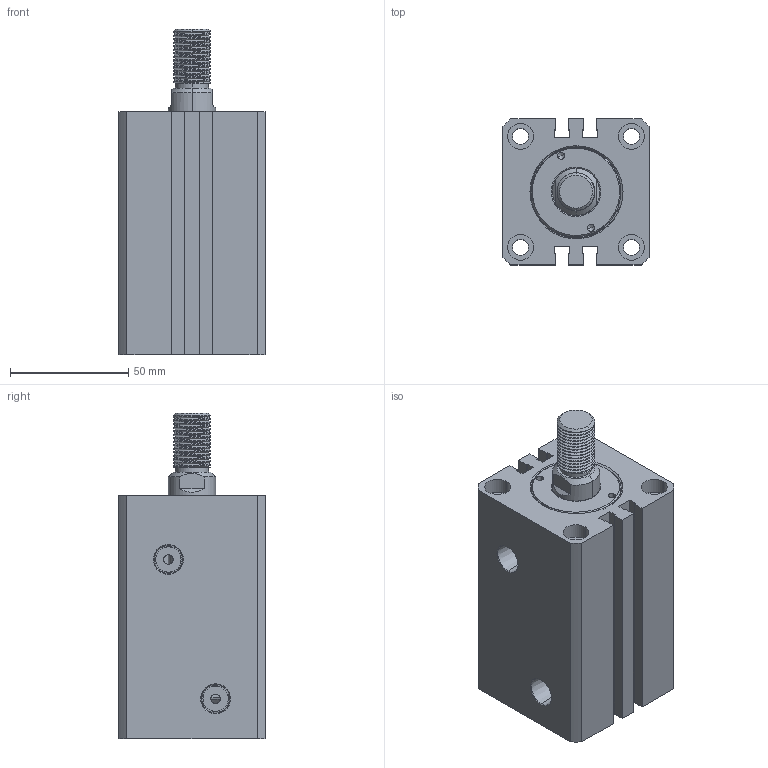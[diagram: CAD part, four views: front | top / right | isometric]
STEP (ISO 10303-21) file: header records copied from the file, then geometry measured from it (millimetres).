
FILE_DESCRIPTION (( 'STEP AP203' ), '1' );
FILE_NAME ('CHTB-SD32-30W.STEP', '2018-05-07T09:23:59', ( '' ), ( '' ), 'SwSTEP 2.0', 'SolidWorks 2015', '' );
FILE_SCHEMA (( 'CONFIG_CONTROL_DESIGN' ));
Length unit declared in the file: millimetre
Products named in the file (6): 活塞; 掛极SD32-30W; huosai01; CHTB-SD32QG; 活塞杆SD32-30W; CHTB-SD32-30W
Assembly tree (5 placements, depth 2):
  CHTB-SD32-30W
    掛极SD32-30W
    活塞杆SD32-30W
    CHTB-SD32QG
    huosai01
    活塞
Bounding box: 62 x 62 x 138 mm (x, y, z)
Volume: 339524 mm3; surface area: 87337.4 mm2
Topology: 5 solids, 5 shells, 374 faces, 1023 edges, 681 vertices
Faces by surface type: cylinder 213, plane 83, cone 30, bspline 26, torus 22
Entity records: 25106 total; most frequent: CARTESIAN_POINT 15882, ORIENTED_EDGE 2034, DIRECTION 1569, EDGE_CURVE 1017, VERTEX_POINT 681, AXIS2_PLACEMENT_3D 599, EDGE_LOOP 420, FACE_OUTER_BOUND 374
